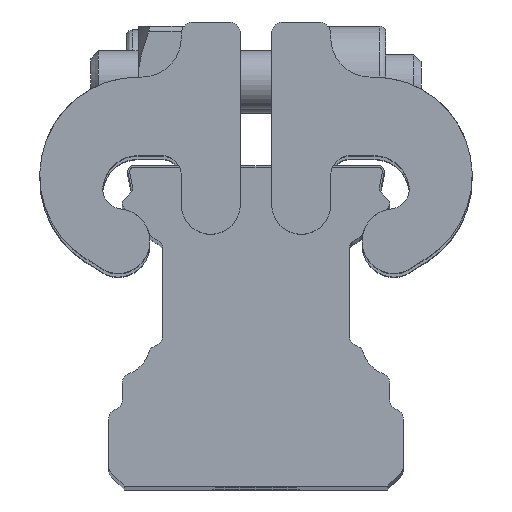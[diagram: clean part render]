
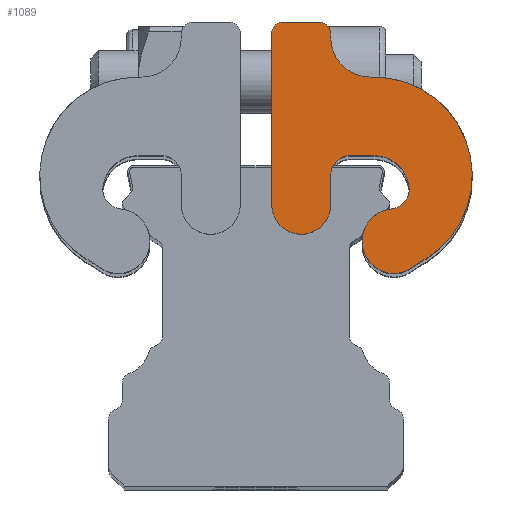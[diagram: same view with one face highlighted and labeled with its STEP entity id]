
A CAD part, top view. The second image highlights one B-rep face of the part: STEP entity #1089.
In plain terms, the highlighted planar face has unit normal (0, 0, 1).
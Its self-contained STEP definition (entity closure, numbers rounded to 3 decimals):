
#44 = ORIENTED_EDGE ( 'NONE', *, *, #1638, .F. ) ;
#45 = ORIENTED_EDGE ( 'NONE', *, *, #756, .F. ) ;
#46 = ORIENTED_EDGE ( 'NONE', *, *, #1644, .F. ) ;
#47 = ORIENTED_EDGE ( 'NONE', *, *, #749, .F. ) ;
#48 = ORIENTED_EDGE ( 'NONE', *, *, #752, .F. ) ;
#49 = ORIENTED_EDGE ( 'NONE', *, *, #747, .F. ) ;
#50 = ORIENTED_EDGE ( 'NONE', *, *, #742, .F. ) ;
#51 = ORIENTED_EDGE ( 'NONE', *, *, #739, .F. ) ;
#52 = ORIENTED_EDGE ( 'NONE', *, *, #738, .F. ) ;
#53 = ORIENTED_EDGE ( 'NONE', *, *, #734, .F. ) ;
#54 = ORIENTED_EDGE ( 'NONE', *, *, #722, .F. ) ;
#55 = ORIENTED_EDGE ( 'NONE', *, *, #720, .F. ) ;
#56 = ORIENTED_EDGE ( 'NONE', *, *, #717, .F. ) ;
#57 = ORIENTED_EDGE ( 'NONE', *, *, #723, .F. ) ;
#58 = ORIENTED_EDGE ( 'NONE', *, *, #725, .F. ) ;
#59 = ORIENTED_EDGE ( 'NONE', *, *, #1637, .F. ) ;
#60 = ORIENTED_EDGE ( 'NONE', *, *, #1680, .F. ) ;
#717 = EDGE_CURVE ( 'NONE', #4956, #5000, #1319, .T. ) ;
#720 = EDGE_CURVE ( 'NONE', #5000, #4944, #1329, .T. ) ;
#722 = EDGE_CURVE ( 'NONE', #4944, #5212, #1327, .T. ) ;
#723 = EDGE_CURVE ( 'NONE', #4906, #4956, #1333, .T. ) ;
#725 = EDGE_CURVE ( 'NONE', #4987, #4906, #1334, .T. ) ;
#734 = EDGE_CURVE ( 'NONE', #5212, #4922, #1352, .T. ) ;
#738 = EDGE_CURVE ( 'NONE', #4922, #5007, #1347, .T. ) ;
#739 = EDGE_CURVE ( 'NONE', #5007, #4983, #1358, .T. ) ;
#742 = EDGE_CURVE ( 'NONE', #4983, #4914, #1364, .T. ) ;
#747 = EDGE_CURVE ( 'NONE', #4914, #4951, #1372, .T. ) ;
#749 = EDGE_CURVE ( 'NONE', #5192, #5146, #1368, .T. ) ;
#752 = EDGE_CURVE ( 'NONE', #4951, #5192, #1380, .T. ) ;
#756 = EDGE_CURVE ( 'NONE', #4894, #4917, #1376, .T. ) ;
#758 = AXIS2_PLACEMENT_3D ( 'NONE', #5125, #5027, #5026 ) ;
#765 = AXIS2_PLACEMENT_3D ( 'NONE', #5113, #5043, #5033 ) ;
#766 = AXIS2_PLACEMENT_3D ( 'NONE', #5328, #5375, #5373 ) ;
#768 = AXIS2_PLACEMENT_3D ( 'NONE', #5331, #5358, #5361 ) ;
#770 = AXIS2_PLACEMENT_3D ( 'NONE', #5396, #5402, #5403 ) ;
#773 = AXIS2_PLACEMENT_3D ( 'NONE', #5394, #5385, #5384 ) ;
#777 = AXIS2_PLACEMENT_3D ( 'NONE', #5383, #5369, #5370 ) ;
#840 = AXIS2_PLACEMENT_3D ( 'NONE', #2329, #2332, #2333 ) ;
#974 = AXIS2_PLACEMENT_3D ( 'NONE', #2986, #2999, #3000 ) ;
#976 = AXIS2_PLACEMENT_3D ( 'NONE', #2987, #3002, #3003 ) ;
#980 = AXIS2_PLACEMENT_3D ( 'NONE', #3009, #3017, #3018 ) ;
#1089 = ADVANCED_FACE ( 'NONE', ( #1839 ), #2330, .F. ) ;
#1319 = LINE ( 'NONE', #5025, #1320 ) ;
#1320 = VECTOR ( 'NONE', #5040, 1000. ) ;
#1327 = LINE ( 'NONE', #5120, #1330 ) ;
#1329 = CIRCLE ( 'NONE', #765, 2. ) ;
#1330 = VECTOR ( 'NONE', #5123, 1000. ) ;
#1333 = CIRCLE ( 'NONE', #758, 0.6 ) ;
#1334 = LINE ( 'NONE', #5115, #1335 ) ;
#1335 = VECTOR ( 'NONE', #5114, 1000. ) ;
#1347 = LINE ( 'NONE', #5322, #1357 ) ;
#1352 = CIRCLE ( 'NONE', #768, 5. ) ;
#1357 = VECTOR ( 'NONE', #5381, 1000. ) ;
#1358 = CIRCLE ( 'NONE', #766, 1.5 ) ;
#1364 = CIRCLE ( 'NONE', #770, 1.65 ) ;
#1368 = LINE ( 'NONE', #5379, #1371 ) ;
#1371 = VECTOR ( 'NONE', #5378, 1000. ) ;
#1372 = CIRCLE ( 'NONE', #773, 1. ) ;
#1376 = LINE ( 'NONE', #5349, #1378 ) ;
#1378 = VECTOR ( 'NONE', #5342, 1000. ) ;
#1380 = CIRCLE ( 'NONE', #777, 1.8 ) ;
#1637 = EDGE_CURVE ( 'NONE', #5197, #4987, #3532, .T. ) ;
#1638 = EDGE_CURVE ( 'NONE', #4917, #5155, #3534, .T. ) ;
#1644 = EDGE_CURVE ( 'NONE', #5146, #4894, #3542, .T. ) ;
#1680 = EDGE_CURVE ( 'NONE', #5155, #5197, #3587, .T. ) ;
#1839 = FACE_OUTER_BOUND ( 'NONE', #5499, .T. ) ;
#2329 = CARTESIAN_POINT ( 'NONE',  ( 11.21, -5.749, 7. ) ) ;
#2330 = PLANE ( 'NONE',  #840 ) ;
#2332 = DIRECTION ( 'NONE',  ( 0., 0., -1. ) ) ;
#2333 = DIRECTION ( 'NONE',  ( -1., 0., 0. ) ) ;
#2986 = CARTESIAN_POINT ( 'NONE',  ( 1.4, 6.7, 7. ) ) ;
#2987 = CARTESIAN_POINT ( 'NONE',  ( 2.3, -2., 7. ) ) ;
#2999 = DIRECTION ( 'NONE',  ( 0., 0., -1. ) ) ;
#3000 = DIRECTION ( 'NONE',  ( 1., 0., 0. ) ) ;
#3002 = DIRECTION ( 'NONE',  ( 0., 0., -1. ) ) ;
#3003 = DIRECTION ( 'NONE',  ( -1., 0., 0. ) ) ;
#3009 = CARTESIAN_POINT ( 'NONE',  ( 4.8, -0.5, 7. ) ) ;
#3017 = DIRECTION ( 'NONE',  ( 0., 0., 1. ) ) ;
#3018 = DIRECTION ( 'NONE',  ( -1., 0., 0. ) ) ;
#3121 = CARTESIAN_POINT ( 'NONE',  ( 0.8, 2.35, 7. ) ) ;
#3122 = DIRECTION ( 'NONE',  ( 0., 1., 0. ) ) ;
#3532 = CIRCLE ( 'NONE', #974, 0.6 ) ;
#3534 = CIRCLE ( 'NONE', #976, 1.5 ) ;
#3542 = CIRCLE ( 'NONE', #980, 1. ) ;
#3587 = LINE ( 'NONE', #3121, #3588 ) ;
#3588 = VECTOR ( 'NONE', #3122, 1000. ) ;
#4374 = CARTESIAN_POINT ( 'NONE',  ( 3.8, -0.5, 7. ) ) ;
#4386 = CARTESIAN_POINT ( 'NONE',  ( 3.2, 7.3, 7. ) ) ;
#4394 = CARTESIAN_POINT ( 'NONE',  ( 6.89, -2.203, 7. ) ) ;
#4397 = CARTESIAN_POINT ( 'NONE',  ( 3.8, -2., 7. ) ) ;
#4402 = CARTESIAN_POINT ( 'NONE',  ( 8.65, -4.74, 7. ) ) ;
#4424 = CARTESIAN_POINT ( 'NONE',  ( 5.8, 4.5, 7. ) ) ;
#4431 = CARTESIAN_POINT ( 'NONE',  ( 7.788, -1.093, 7. ) ) ;
#4436 = CARTESIAN_POINT ( 'NONE',  ( 3.8, 6.7, 7. ) ) ;
#4463 = CARTESIAN_POINT ( 'NONE',  ( 6.707, -5.461, 7. ) ) ;
#4467 = CARTESIAN_POINT ( 'NONE',  ( 1.4, 7.3, 7. ) ) ;
#4480 = CARTESIAN_POINT ( 'NONE',  ( 3.8, 6.5, 7. ) ) ;
#4487 = CARTESIAN_POINT ( 'NONE',  ( 7.81, -5.265, 7. ) ) ;
#4542 = CARTESIAN_POINT ( 'NONE',  ( 4.8, 0.5, 7. ) ) ;
#4551 = CARTESIAN_POINT ( 'NONE',  ( 0.8, -2., 7. ) ) ;
#4587 = CARTESIAN_POINT ( 'NONE',  ( 6., 0.5, 7. ) ) ;
#4592 = CARTESIAN_POINT ( 'NONE',  ( 0.8, 6.7, 7. ) ) ;
#4607 = CARTESIAN_POINT ( 'NONE',  ( 6., 4.5, 7. ) ) ;
#4894 = VERTEX_POINT ( 'NONE', #4374 ) ;
#4906 = VERTEX_POINT ( 'NONE', #4386 ) ;
#4914 = VERTEX_POINT ( 'NONE', #4394 ) ;
#4917 = VERTEX_POINT ( 'NONE', #4397 ) ;
#4922 = VERTEX_POINT ( 'NONE', #4402 ) ;
#4944 = VERTEX_POINT ( 'NONE', #4424 ) ;
#4951 = VERTEX_POINT ( 'NONE', #4431 ) ;
#4956 = VERTEX_POINT ( 'NONE', #4436 ) ;
#4983 = VERTEX_POINT ( 'NONE', #4463 ) ;
#4987 = VERTEX_POINT ( 'NONE', #4467 ) ;
#5000 = VERTEX_POINT ( 'NONE', #4480 ) ;
#5007 = VERTEX_POINT ( 'NONE', #4487 ) ;
#5025 = CARTESIAN_POINT ( 'NONE',  ( 3.8, 0.903, 7. ) ) ;
#5026 = DIRECTION ( 'NONE',  ( 1., 0., 0. ) ) ;
#5027 = DIRECTION ( 'NONE',  ( 0., 0., -1. ) ) ;
#5033 = DIRECTION ( 'NONE',  ( -1., 0., 0. ) ) ;
#5040 = DIRECTION ( 'NONE',  ( 0., -1., 0. ) ) ;
#5043 = DIRECTION ( 'NONE',  ( 0., 0., 1. ) ) ;
#5113 = CARTESIAN_POINT ( 'NONE',  ( 5.8, 6.5, 7. ) ) ;
#5114 = DIRECTION ( 'NONE',  ( 1., 0., 0. ) ) ;
#5115 = CARTESIAN_POINT ( 'NONE',  ( 5.903, 7.3, 7. ) ) ;
#5120 = CARTESIAN_POINT ( 'NONE',  ( 5.903, 4.5, 7. ) ) ;
#5123 = DIRECTION ( 'NONE',  ( 1., 0., 0. ) ) ;
#5125 = CARTESIAN_POINT ( 'NONE',  ( 3.2, 6.7, 7. ) ) ;
#5146 = VERTEX_POINT ( 'NONE', #4542 ) ;
#5155 = VERTEX_POINT ( 'NONE', #4551 ) ;
#5192 = VERTEX_POINT ( 'NONE', #4587 ) ;
#5197 = VERTEX_POINT ( 'NONE', #4592 ) ;
#5212 = VERTEX_POINT ( 'NONE', #4607 ) ;
#5322 = CARTESIAN_POINT ( 'NONE',  ( 8.69, -4.715, 7. ) ) ;
#5328 = CARTESIAN_POINT ( 'NONE',  ( 7.015, -3.993, 7. ) ) ;
#5331 = CARTESIAN_POINT ( 'NONE',  ( 6., -0.5, 7. ) ) ;
#5342 = DIRECTION ( 'NONE',  ( 0., -1., 0. ) ) ;
#5349 = CARTESIAN_POINT ( 'NONE',  ( 3.8, 0.903, 7. ) ) ;
#5358 = DIRECTION ( 'NONE',  ( 0., 0., -1. ) ) ;
#5361 = DIRECTION ( 'NONE',  ( -1., 0., 0. ) ) ;
#5369 = DIRECTION ( 'NONE',  ( 0., 0., 1. ) ) ;
#5370 = DIRECTION ( 'NONE',  ( -1., 0., 0. ) ) ;
#5373 = DIRECTION ( 'NONE',  ( 0., 1., 0. ) ) ;
#5375 = DIRECTION ( 'NONE',  ( 0., 0., -1. ) ) ;
#5378 = DIRECTION ( 'NONE',  ( -1., 0., 0. ) ) ;
#5379 = CARTESIAN_POINT ( 'NONE',  ( 5.903, 0.5, 7. ) ) ;
#5381 = DIRECTION ( 'NONE',  ( -0.848, -0.53, 0. ) ) ;
#5383 = CARTESIAN_POINT ( 'NONE',  ( 6., -1.3, 7. ) ) ;
#5384 = DIRECTION ( 'NONE',  ( -1., 0., 0. ) ) ;
#5385 = DIRECTION ( 'NONE',  ( 0., 0., 1. ) ) ;
#5394 = CARTESIAN_POINT ( 'NONE',  ( 6.795, -1.208, 7. ) ) ;
#5396 = CARTESIAN_POINT ( 'NONE',  ( 7.046, -3.846, 7. ) ) ;
#5402 = DIRECTION ( 'NONE',  ( 0., 0., -1. ) ) ;
#5403 = DIRECTION ( 'NONE',  ( -1., 0., 0. ) ) ;
#5499 = EDGE_LOOP ( 'NONE', ( #44, #45, #46, #47, #48, #49, #50, #51, #52, #53, #54, #55, #56, #57, #58, #59, #60 ) ) ;
